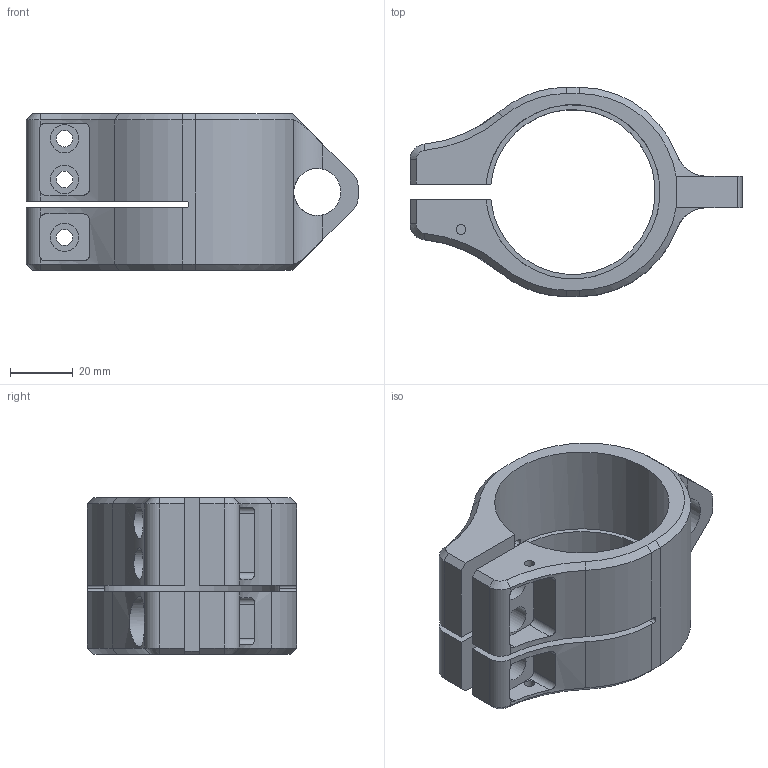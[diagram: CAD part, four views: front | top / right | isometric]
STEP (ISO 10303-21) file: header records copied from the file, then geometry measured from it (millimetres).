
FILE_DESCRIPTION (( 'STEP AP214' ), '1' );
FILE_NAME ('PER-USI-024A-manchon 10EDF.STEP', '2023-04-03T12:11:17', ( '' ), ( '' ), 'SwSTEP 2.0', 'SolidWorks 2021', '' );
FILE_SCHEMA (( 'AUTOMOTIVE_DESIGN' ));
Length unit declared in the file: millimetre
Products named in the file (1): PER-USI-024A-manchon 10EDF
Bounding box: 106.02 x 66.8 x 50 mm (x, y, z)
Volume: 89232.6 mm3; surface area: 31525.9 mm2
Topology: 1 solids, 1 shells, 102 faces, 286 edges, 186 vertices
Faces by surface type: plane 41, cylinder 40, cone 17, bspline 4
Full cylindrical faces by diameter (mm): 3.1 x2, 5.2 x1, 5.3 x2, 9 x3, 10 x2, 15 x1, 16 x1
Entity records: 4009 total; most frequent: CARTESIAN_POINT 1443, ORIENTED_EDGE 530, DIRECTION 505, EDGE_CURVE 265, AXIS2_PLACEMENT_3D 187, VERTEX_POINT 177, EDGE_LOOP 132, VECTOR 131
